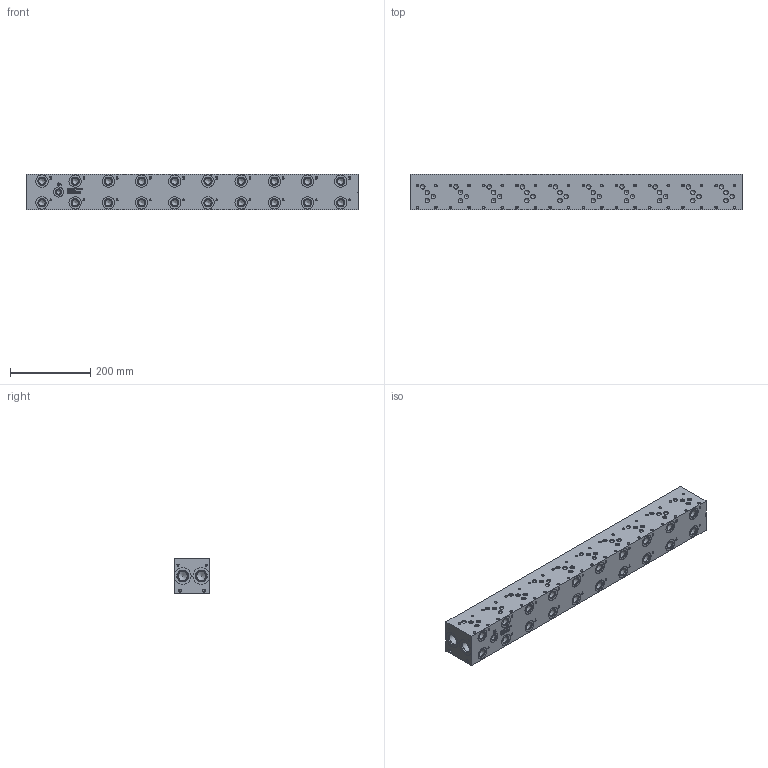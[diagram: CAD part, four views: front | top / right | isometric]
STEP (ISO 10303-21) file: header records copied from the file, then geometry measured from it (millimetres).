
FILE_DESCRIPTION(/* description */ (''),/* implementation_level */ '2;1');
FILE_NAME(/* name */ '_D05P103S.stp',/* time_stamp */ '2020-03-12T13:18:41-04:00',/* author */ ('devonn'),/* organization */ (''),/* preprocessor_version */ 'ST-DEVELOPER v17',/* originating_system */ 'Autodesk Inventor 2019',/* authorisation */ '');
FILE_SCHEMA (('AUTOMOTIVE_DESIGN { 1 0 10303 214 3 1 1 }'));
Length unit declared in the file: millimetre
Products named in the file (1): Part_AD05P103S_3D
Bounding box: 825.5 x 88.9 x 88.9 mm (x, y, z)
Volume: 6264374.3 mm3; surface area: 373213 mm2
Topology: 1 solids, 1 shells, 1332 faces, 3638 edges, 2486 vertices
Faces by surface type: plane 628, bspline 267, cylinder 253, cone 184
Full cylindrical faces by diameter (mm): 5.105 x40, 6.35 x40, 6.528 x4, 7.925 x4, 10.719 x1, 11.125 x40, 12.9 x1, 14.275 x1, 14.529 x1, 15.875 x20, 17.501 x20, 19.05 x20, 19.253 x20, 23.012 x4, 24.917 x4, 25.019 x1, 26.99 x2, 27 x2, 27.432 x4, 30.632 x20, 42.037 x4
Entity records: 44257 total; most frequent: CARTESIAN_POINT 10819, ORIENTED_EDGE 7058, DIRECTION 6074, EDGE_CURVE 3529, VERTEX_POINT 2486, LINE 2048, VECTOR 2048, AXIS2_PLACEMENT_3D 2013
